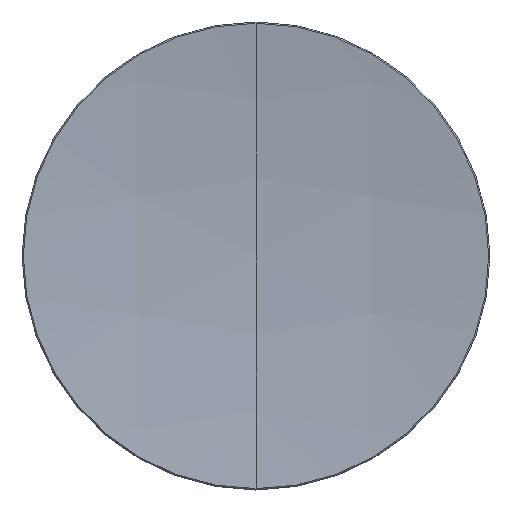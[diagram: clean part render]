
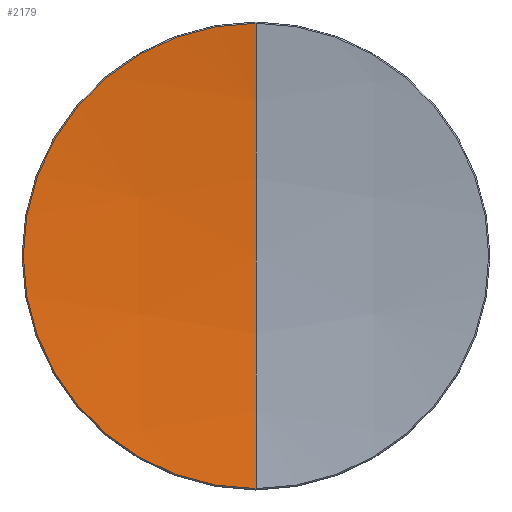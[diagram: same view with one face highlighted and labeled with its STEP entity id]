
A CAD part, top view. The second image highlights one B-rep face of the part: STEP entity #2179.
In plain terms, the highlighted spherical face has radius 300 mm.
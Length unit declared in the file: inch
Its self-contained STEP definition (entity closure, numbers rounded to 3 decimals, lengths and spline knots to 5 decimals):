
#1955 = VERTEX_POINT ( 'NONE', #10635 ) ;
#2111 = ORIENTED_EDGE ( 'NONE', *, *, #2177, .T. ) ;
#2112 = EDGE_CURVE ( 'NONE', #2134, #2133, #11680, .T. ) ;
#2114 = EDGE_CURVE ( 'NONE', #1955, #2133, #11422, .T. ) ;
#2124 = EDGE_LOOP ( 'NONE', ( #2111, #2127, #2178, #2126 ) ) ;
#2126 = ORIENTED_EDGE ( 'NONE', *, *, #2114, .F. ) ;
#2127 = ORIENTED_EDGE ( 'NONE', *, *, #2180, .T. ) ;
#2133 = VERTEX_POINT ( 'NONE', #12196 ) ;
#2134 = VERTEX_POINT ( 'NONE', #12333 ) ;
#2175 = VERTEX_POINT ( 'NONE', #12243 ) ;
#2177 = EDGE_CURVE ( 'NONE', #1955, #2175, #12399, .T. ) ;
#2178 = ORIENTED_EDGE ( 'NONE', *, *, #2112, .T. ) ;
#2179 = ADVANCED_FACE ( 'NONE', ( #12386 ), #12367, .F. ) ;
#2180 = EDGE_CURVE ( 'NONE', #2175, #2134, #12380, .T. ) ;
#10635 = CARTESIAN_POINT ( 'NONE',  ( 0., 1.46856, 0.32788 ) ) ;
#11420 = DIRECTION ( 'NONE',  ( 0., 0., 1. ) ) ;
#11421 = AXIS2_PLACEMENT_3D ( 'NONE', #11451, #11473, #11420 ) ;
#11422 = CIRCLE ( 'NONE', #11421, 11.81102 ) ;
#11451 = CARTESIAN_POINT ( 'NONE',  ( 0., 0., 12.04724 ) ) ;
#11453 = DIRECTION ( 'NONE',  ( 1., 0., 0. ) ) ;
#11473 = DIRECTION ( 'NONE',  ( -1., 0., 0. ) ) ;
#11474 = DIRECTION ( 'NONE',  ( 0., 1., 0. ) ) ;
#11678 = CARTESIAN_POINT ( 'NONE',  ( 0., 0., 12.04724 ) ) ;
#11679 = AXIS2_PLACEMENT_3D ( 'NONE', #11678, #11453, #11474 ) ;
#11680 = CIRCLE ( 'NONE', #11679, 11.81102 ) ;
#12196 = CARTESIAN_POINT ( 'NONE',  ( 0., 0., 0.23622 ) ) ;
#12243 = CARTESIAN_POINT ( 'NONE',  ( -1.46856, 0., 0.32788 ) ) ;
#12333 = CARTESIAN_POINT ( 'NONE',  ( 0., -1.46856, 0.32788 ) ) ;
#12367 = SPHERICAL_SURFACE ( 'NONE', #12385, 11.81102 ) ;
#12369 = CARTESIAN_POINT ( 'NONE',  ( 0., 0., 0.32788 ) ) ;
#12371 = DIRECTION ( 'NONE',  ( 0., 0., 1. ) ) ;
#12373 = AXIS2_PLACEMENT_3D ( 'NONE', #12369, #12371, #12391 ) ;
#12376 = DIRECTION ( 'NONE',  ( 1., 0., 0. ) ) ;
#12377 = DIRECTION ( 'NONE',  ( 0., 0., 1. ) ) ;
#12378 = CARTESIAN_POINT ( 'NONE',  ( 0., 0., 0.32788 ) ) ;
#12379 = AXIS2_PLACEMENT_3D ( 'NONE', #12378, #12377, #12376 ) ;
#12380 = CIRCLE ( 'NONE', #12379, 1.46856 ) ;
#12382 = DIRECTION ( 'NONE',  ( 0., 1., 0. ) ) ;
#12383 = DIRECTION ( 'NONE',  ( 1., 0., 0. ) ) ;
#12384 = CARTESIAN_POINT ( 'NONE',  ( 0., 0., 12.04724 ) ) ;
#12385 = AXIS2_PLACEMENT_3D ( 'NONE', #12384, #12383, #12382 ) ;
#12386 = FACE_OUTER_BOUND ( 'NONE', #2124, .T. ) ;
#12391 = DIRECTION ( 'NONE',  ( 1., 0., 0. ) ) ;
#12399 = CIRCLE ( 'NONE', #12373, 1.46856 ) ;
